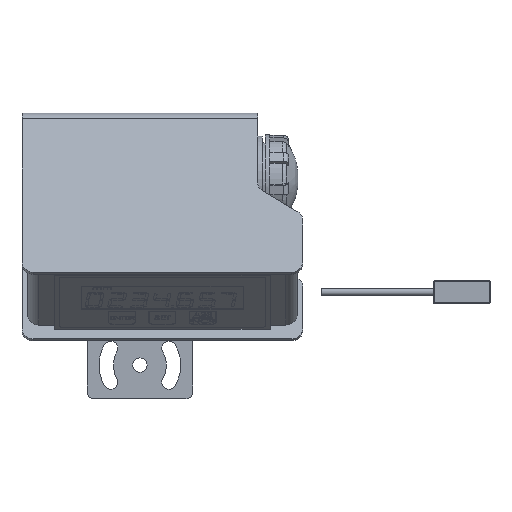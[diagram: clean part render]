
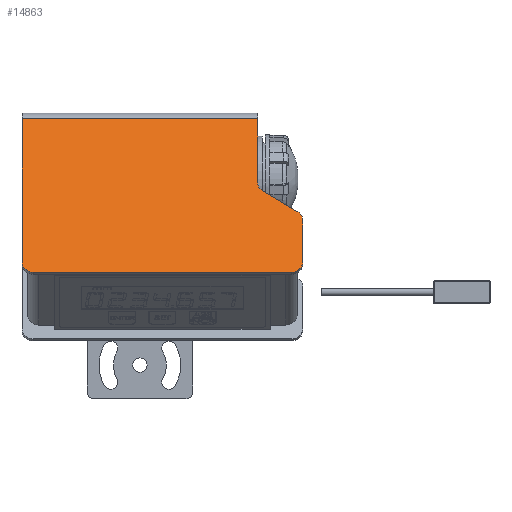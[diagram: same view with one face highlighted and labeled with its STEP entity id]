
A CAD part, top view. The second image highlights one B-rep face of the part: STEP entity #14863.
In plain terms, the highlighted face is planar.
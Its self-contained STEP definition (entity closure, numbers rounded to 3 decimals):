
#1387=PLANE('',#16329);
#1975=FACE_OUTER_BOUND('',#2865,.T.);
#2865=EDGE_LOOP('',(#10843,#10844,#10845,#10846,#10847,#10848,#10849,#10850,
#10851,#10852));
#3911=LINE('',#21475,#5288);
#3915=LINE('',#21487,#5292);
#3919=LINE('',#21499,#5296);
#3923=LINE('',#21511,#5300);
#3927=LINE('',#21523,#5304);
#3937=LINE('',#21549,#5314);
#5288=VECTOR('',#17759,74.);
#5292=VECTOR('',#17771,115.);
#5296=VECTOR('',#17783,21.897);
#5300=VECTOR('',#17795,19.21);
#5304=VECTOR('',#17807,32.893);
#5314=VECTOR('',#17839,105.);
#6615=CIRCLE('',#16304,5.);
#6617=CIRCLE('',#16308,5.);
#6619=CIRCLE('',#16312,5.);
#6621=CIRCLE('',#16316,5.);
#7071=VERTEX_POINT('',#21467);
#7073=VERTEX_POINT('',#21473);
#7075=VERTEX_POINT('',#21479);
#7077=VERTEX_POINT('',#21485);
#7079=VERTEX_POINT('',#21491);
#7081=VERTEX_POINT('',#21497);
#7083=VERTEX_POINT('',#21503);
#7085=VERTEX_POINT('',#21509);
#7087=VERTEX_POINT('',#21515);
#7089=VERTEX_POINT('',#21521);
#8506=EDGE_CURVE('',#7071,#7073,#3911,.T.);
#8509=EDGE_CURVE('',#7073,#7075,#6615,.T.);
#8512=EDGE_CURVE('',#7077,#7075,#3915,.T.);
#8515=EDGE_CURVE('',#7077,#7079,#6617,.T.);
#8518=EDGE_CURVE('',#7081,#7079,#3919,.T.);
#8521=EDGE_CURVE('',#7081,#7083,#6619,.T.);
#8524=EDGE_CURVE('',#7085,#7083,#3923,.T.);
#8527=EDGE_CURVE('',#7085,#7087,#6621,.T.);
#8530=EDGE_CURVE('',#7089,#7087,#3927,.T.);
#8544=EDGE_CURVE('',#7089,#7071,#3937,.T.);
#10843=ORIENTED_EDGE('',*,*,#8518,.F.);
#10844=ORIENTED_EDGE('',*,*,#8521,.T.);
#10845=ORIENTED_EDGE('',*,*,#8524,.F.);
#10846=ORIENTED_EDGE('',*,*,#8527,.T.);
#10847=ORIENTED_EDGE('',*,*,#8530,.F.);
#10848=ORIENTED_EDGE('',*,*,#8544,.T.);
#10849=ORIENTED_EDGE('',*,*,#8506,.T.);
#10850=ORIENTED_EDGE('',*,*,#8509,.T.);
#10851=ORIENTED_EDGE('',*,*,#8512,.F.);
#10852=ORIENTED_EDGE('',*,*,#8515,.T.);
#14863=ADVANCED_FACE('',(#1975),#1387,.F.);
#16304=AXIS2_PLACEMENT_3D('',#21481,#17765,#17766);
#16308=AXIS2_PLACEMENT_3D('',#21493,#17777,#17778);
#16312=AXIS2_PLACEMENT_3D('',#21505,#17789,#17790);
#16316=AXIS2_PLACEMENT_3D('',#21517,#17801,#17802);
#16329=AXIS2_PLACEMENT_3D('',#21550,#17840,#17841);
#17759=DIRECTION('',(-1.,0.,0.));
#17765=DIRECTION('center_axis',(0.,1.,0.));
#17766=DIRECTION('ref_axis',(0.,0.,-1.));
#17771=DIRECTION('',(0.,0.,-1.));
#17777=DIRECTION('center_axis',(0.,1.,0.));
#17778=DIRECTION('ref_axis',(0.,0.,-1.));
#17783=DIRECTION('',(-1.,0.,0.));
#17789=DIRECTION('center_axis',(0.,1.,0.));
#17790=DIRECTION('ref_axis',(0.,0.,-1.));
#17795=DIRECTION('',(-0.574,0.,0.819));
#17801=DIRECTION('center_axis',(0.,-1.,0.));
#17802=DIRECTION('ref_axis',(0.,0.,-1.));
#17807=DIRECTION('',(-1.,0.,0.));
#17839=DIRECTION('',(0.,0.,-1.));
#17840=DIRECTION('center_axis',(0.,-1.,0.));
#17841=DIRECTION('ref_axis',(0.,0.,-1.));
#21467=CARTESIAN_POINT('',(35.385,23.092,0.));
#21473=CARTESIAN_POINT('',(-38.615,23.092,0.));
#21475=CARTESIAN_POINT('',(-43.615,23.092,0.));
#21479=CARTESIAN_POINT('',(-43.615,23.092,5.));
#21481=CARTESIAN_POINT('Origin',(-38.615,23.092,5.));
#21485=CARTESIAN_POINT('',(-43.615,23.092,120.));
#21487=CARTESIAN_POINT('',(-43.615,23.092,125.));
#21491=CARTESIAN_POINT('',(-38.615,23.092,125.));
#21493=CARTESIAN_POINT('Origin',(-38.615,23.092,120.));
#21497=CARTESIAN_POINT('',(-16.718,23.092,125.));
#21499=CARTESIAN_POINT('',(-43.615,23.092,125.));
#21503=CARTESIAN_POINT('',(-12.622,23.092,122.868));
#21505=CARTESIAN_POINT('Origin',(-16.718,23.092,120.));
#21509=CARTESIAN_POINT('',(-1.603,23.092,107.132));
#21511=CARTESIAN_POINT('',(-0.111,23.092,105.));
#21515=CARTESIAN_POINT('',(2.492,23.092,105.));
#21517=CARTESIAN_POINT('Origin',(2.492,23.092,110.));
#21521=CARTESIAN_POINT('',(35.385,23.092,105.));
#21523=CARTESIAN_POINT('',(40.385,23.092,105.));
#21549=CARTESIAN_POINT('',(35.385,23.092,125.));
#21550=CARTESIAN_POINT('Origin',(-43.615,23.092,125.));
